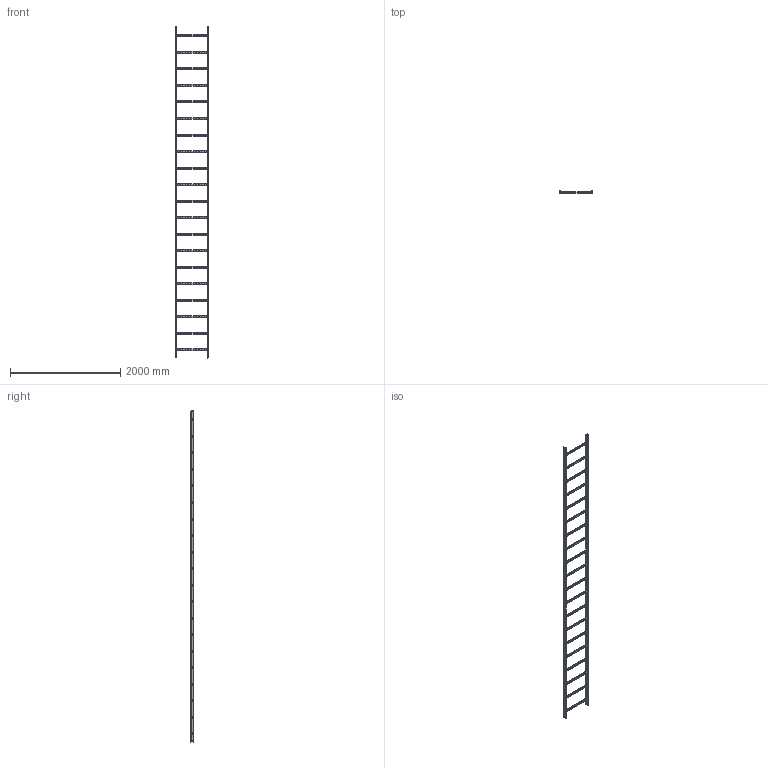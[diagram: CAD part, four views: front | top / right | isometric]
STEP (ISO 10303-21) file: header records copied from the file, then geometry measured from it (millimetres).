
FILE_DESCRIPTION (( 'STEP AP203' ), '1' );
FILE_NAME ('Ëîòîê ëåñòíè÷íûé l6000 s1.2_50õ600.step', '2022-01-25T12:11:33', ( '' ), ( '' ), 'SwSTEP 2.0', 'SolidWorks 2017', '' );
FILE_SCHEMA (( 'CONFIG_CONTROL_DESIGN' ));
Length unit declared in the file: millimetre
Products named in the file (4): Ëîòîê ëåñòíè÷íûé l6000 s1.2_50õ600; �������� ����� ����������� 1,5_h50 l6000 ��; Ñ-ïëàíêà ïîïåðå÷íàÿ íîâàÿ_600; ��������� ���������������� ����� ����������� 1,5_h50 l6000 ��
Assembly tree (22 placements, depth 2):
  Ëîòîê ëåñòíè÷íûé l6000 s1.2_50õ600
    �������� ����� ����������� 1,5_h50 l6000 ��
    Ñ-ïëàíêà ïîïåðå÷íàÿ íîâàÿ_600  x20
    ��������� ���������������� ����� ����������� 1,5_h50 l6000 ��
Bounding box: 602.4 x 56.2 x 6030 mm (x, y, z)
Volume: 3375195.4 mm3; surface area: 4596505.2 mm2
Topology: 22 solids, 22 shells, 2032 faces, 5278 edges, 3290 vertices
Faces by surface type: plane 1208, cylinder 824
Entity records: 14142 total; most frequent: DIRECTION 2360, CARTESIAN_POINT 2245, ORIENTED_EDGE 2196, EDGE_CURVE 1098, AXIS2_PLACEMENT_3D 845, VERTEX_POINT 706, VECTOR 670, LINE 670
